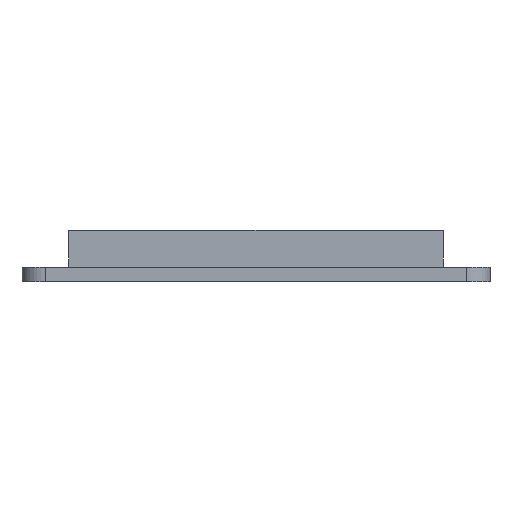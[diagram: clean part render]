
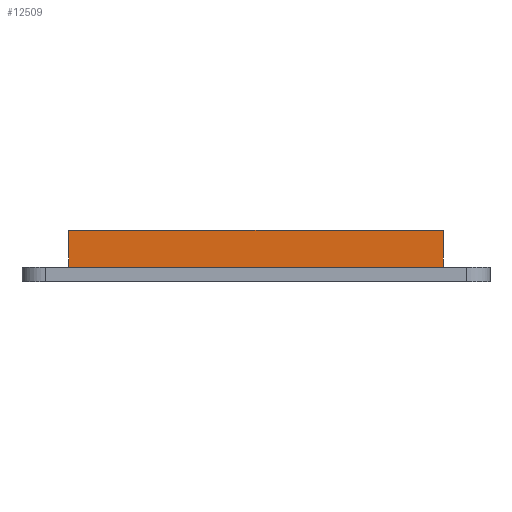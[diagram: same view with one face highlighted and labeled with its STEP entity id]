
A CAD part, front view. The second image highlights one B-rep face of the part: STEP entity #12509.
In plain terms, the highlighted face is planar.
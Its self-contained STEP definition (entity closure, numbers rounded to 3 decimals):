
#748=PLANE('',#13532);
#1386=FACE_OUTER_BOUND('',#2392,.T.);
#2392=EDGE_LOOP('',(#10602,#10603,#10604,#10605));
#2877=LINE('',#18152,#4205);
#3504=LINE('',#19405,#4832);
#3505=LINE('',#19408,#4833);
#3506=LINE('',#19409,#4834);
#4205=VECTOR('',#15008,10.);
#4832=VECTOR('',#16137,10.);
#4833=VECTOR('',#16140,10.);
#4834=VECTOR('',#16141,10.);
#6039=VERTEX_POINT('',#18149);
#6040=VERTEX_POINT('',#18151);
#6414=VERTEX_POINT('',#19401);
#6416=VERTEX_POINT('',#19407);
#7261=EDGE_CURVE('',#6039,#6040,#2877,.T.);
#7888=EDGE_CURVE('',#6414,#6040,#3504,.T.);
#7889=EDGE_CURVE('',#6416,#6414,#3505,.T.);
#7890=EDGE_CURVE('',#6416,#6039,#3506,.T.);
#10602=ORIENTED_EDGE('',*,*,#7889,.T.);
#10603=ORIENTED_EDGE('',*,*,#7888,.T.);
#10604=ORIENTED_EDGE('',*,*,#7261,.F.);
#10605=ORIENTED_EDGE('',*,*,#7890,.F.);
#12509=ADVANCED_FACE('',(#1386),#748,.T.);
#13532=AXIS2_PLACEMENT_3D('',#19406,#16138,#16139);
#15008=DIRECTION('',(-1.,0.,0.));
#16137=DIRECTION('',(0.,0.,1.));
#16138=DIRECTION('center_axis',(0.,1.,0.));
#16139=DIRECTION('ref_axis',(-1.,0.,0.));
#16140=DIRECTION('',(-1.,0.,0.));
#16141=DIRECTION('',(0.,0.,1.));
#18149=CARTESIAN_POINT('',(20.3,3.7,4.));
#18151=CARTESIAN_POINT('',(-20.3,3.7,4.));
#18152=CARTESIAN_POINT('',(20.3,3.7,4.));
#19401=CARTESIAN_POINT('',(-20.3,3.7,0.));
#19405=CARTESIAN_POINT('',(-20.3,3.7,0.));
#19406=CARTESIAN_POINT('Origin',(20.3,3.7,0.));
#19407=CARTESIAN_POINT('',(20.3,3.7,0.));
#19408=CARTESIAN_POINT('',(20.3,3.7,0.));
#19409=CARTESIAN_POINT('',(20.3,3.7,0.));
